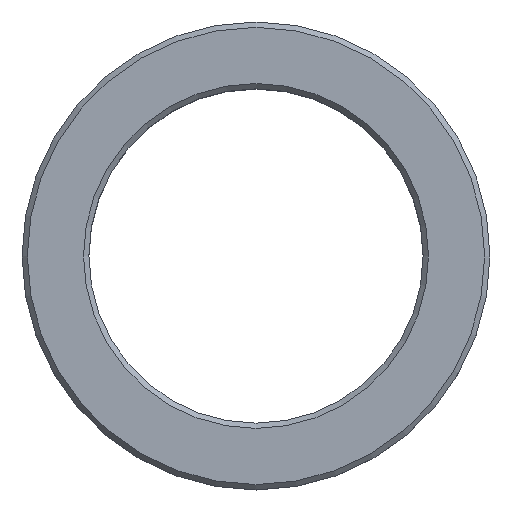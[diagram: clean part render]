
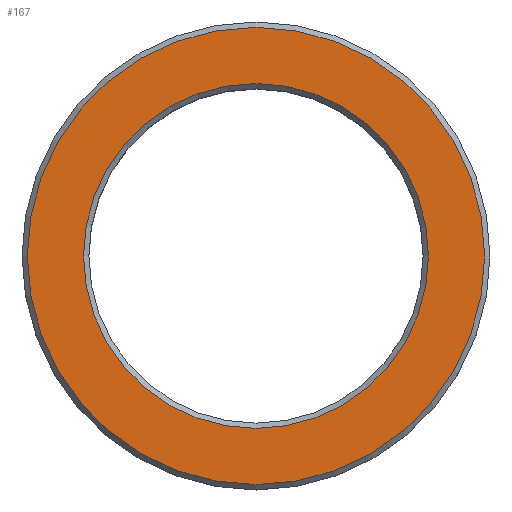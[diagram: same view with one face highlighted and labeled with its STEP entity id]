
A CAD part, top view. The second image highlights one B-rep face of the part: STEP entity #167.
In plain terms, the highlighted planar face has unit normal (0, 0, 1).
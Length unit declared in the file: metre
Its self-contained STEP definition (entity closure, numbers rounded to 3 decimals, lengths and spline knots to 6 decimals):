
#167=ADVANCED_FACE('',(#211,#212),#213,.T.);
#211=FACE_BOUND('',#925,.T.);
#212=FACE_OUTER_BOUND('',#926,.T.);
#213=PLANE('',#927);
#925=EDGE_LOOP('',(#1678));
#926=EDGE_LOOP('',(#1679));
#927=AXIS2_PLACEMENT_3D('',#1680,#1681,#1682);
#1678=ORIENTED_EDGE('',*,*,#1715,.T.);
#1679=ORIENTED_EDGE('',*,*,#1706,.F.);
#1680=CARTESIAN_POINT('',(0.0342,0.0,0.03));
#1681=DIRECTION('',(0.0,0.,1.0));
#1682=DIRECTION('',(0.0,-1.0,0.));
#1706=EDGE_CURVE('',#1740,#1740,#1741,.T.);
#1715=EDGE_CURVE('',#1758,#1758,#1759,.T.);
#1740=VERTEX_POINT('',#2012);
#1741=CIRCLE('',#2013,0.0342);
#1758=VERTEX_POINT('',#2030);
#1759=CIRCLE('',#2031,0.0258);
#2012=CARTESIAN_POINT('',(0.0,0.0342,0.03));
#2013=AXIS2_PLACEMENT_3D('',#2054,#2055,#2056);
#2030=CARTESIAN_POINT('',(0.0,0.0258,0.03));
#2031=AXIS2_PLACEMENT_3D('',#2081,#2082,#2083);
#2054=CARTESIAN_POINT('',(0.0,0.0,0.03));
#2055=DIRECTION('',(0.0,0.,-1.0));
#2056=DIRECTION('',(0.0,1.0,0.));
#2081=CARTESIAN_POINT('',(0.0,0.0,0.03));
#2082=DIRECTION('',(0.0,0.,-1.0));
#2083=DIRECTION('',(0.0,1.0,0.));
